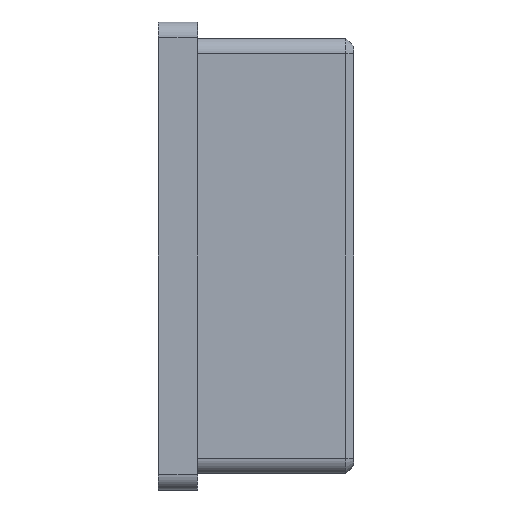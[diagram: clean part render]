
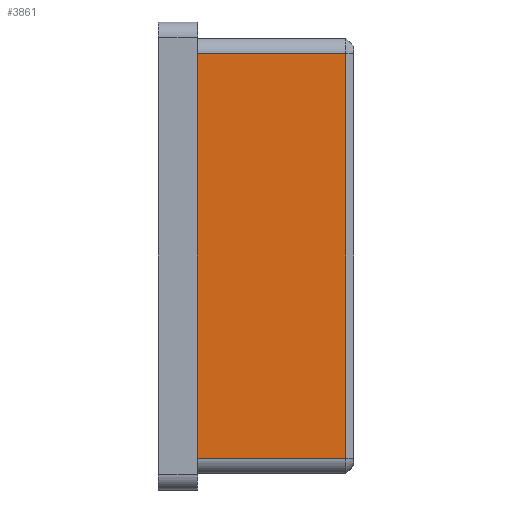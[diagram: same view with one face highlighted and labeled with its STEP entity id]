
A CAD part, left-side view. The second image highlights one B-rep face of the part: STEP entity #3861.
In plain terms, the highlighted planar face has unit normal (-1, 0, 0).
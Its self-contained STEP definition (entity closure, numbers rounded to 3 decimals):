
#468 = VERTEX_POINT ( 'NONE', #3569 ) ;
#684 = CARTESIAN_POINT ( 'NONE',  ( -27.9, 0., 27.9 ) ) ;
#1340 = CARTESIAN_POINT ( 'NONE',  ( -27.9, -19., -25.9 ) ) ;
#1343 = LINE ( 'NONE', #684, #5454 ) ;
#2257 = ORIENTED_EDGE ( 'NONE', *, *, #7224, .T. ) ;
#2836 = EDGE_CURVE ( 'NONE', #11545, #13964, #11603, .T. ) ;
#3191 = VECTOR ( 'NONE', #16600, 1000. ) ;
#3471 = CARTESIAN_POINT ( 'NONE',  ( -27.9, -20., 25.9 ) ) ;
#3569 = CARTESIAN_POINT ( 'NONE',  ( -27.9, 0., -25.9 ) ) ;
#3732 = CARTESIAN_POINT ( 'NONE',  ( -27.9, 0., 25.9 ) ) ;
#3861 = ADVANCED_FACE ( 'NONE', ( #13523 ), #17705, .F. ) ;
#4023 = DIRECTION ( 'NONE',  ( 1., 0., 0. ) ) ;
#4800 = DIRECTION ( 'NONE',  ( 0., 0., -1. ) ) ;
#4875 = DIRECTION ( 'NONE',  ( 0., 1., 0. ) ) ;
#5454 = VECTOR ( 'NONE', #4800, 1000. ) ;
#5532 = CARTESIAN_POINT ( 'NONE',  ( -27.9, -20., -25.9 ) ) ;
#5563 = LINE ( 'NONE', #5532, #3191 ) ;
#6077 = CARTESIAN_POINT ( 'NONE',  ( -27.9, -19., 25.9 ) ) ;
#6612 = CARTESIAN_POINT ( 'NONE',  ( -27.9, -20., 27.9 ) ) ;
#7224 = EDGE_CURVE ( 'NONE', #468, #9114, #5563, .T. ) ;
#7255 = ORIENTED_EDGE ( 'NONE', *, *, #13407, .T. ) ;
#7927 = DIRECTION ( 'NONE',  ( 0., 0., -1. ) ) ;
#8646 = DIRECTION ( 'NONE',  ( 0., 0., 1. ) ) ;
#8856 = ORIENTED_EDGE ( 'NONE', *, *, #12615, .T. ) ;
#9114 = VERTEX_POINT ( 'NONE', #1340 ) ;
#9727 = CARTESIAN_POINT ( 'NONE',  ( -27.9, -19., 25.9 ) ) ;
#11545 = VERTEX_POINT ( 'NONE', #9727 ) ;
#11601 = EDGE_LOOP ( 'NONE', ( #2257, #7255, #13464, #8856 ) ) ;
#11603 = LINE ( 'NONE', #3471, #12271 ) ;
#12271 = VECTOR ( 'NONE', #4875, 1000. ) ;
#12615 = EDGE_CURVE ( 'NONE', #13964, #468, #1343, .T. ) ;
#13407 = EDGE_CURVE ( 'NONE', #9114, #11545, #14404, .T. ) ;
#13464 = ORIENTED_EDGE ( 'NONE', *, *, #2836, .T. ) ;
#13523 = FACE_OUTER_BOUND ( 'NONE', #11601, .T. ) ;
#13634 = AXIS2_PLACEMENT_3D ( 'NONE', #6612, #4023, #7927 ) ;
#13964 = VERTEX_POINT ( 'NONE', #3732 ) ;
#14404 = LINE ( 'NONE', #6077, #15022 ) ;
#15022 = VECTOR ( 'NONE', #8646, 1000. ) ;
#16600 = DIRECTION ( 'NONE',  ( 0., -1., 0. ) ) ;
#17705 = PLANE ( 'NONE',  #13634 ) ;
